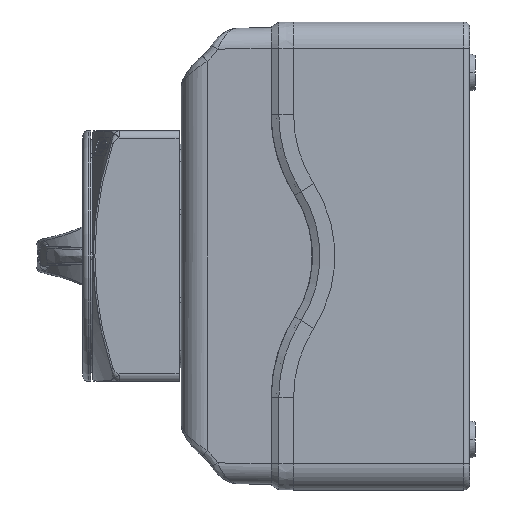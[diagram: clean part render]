
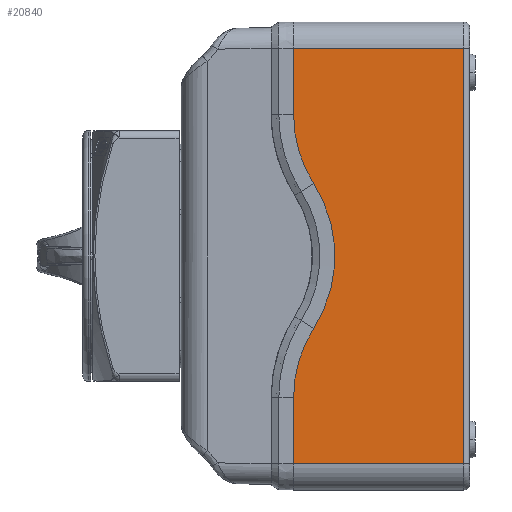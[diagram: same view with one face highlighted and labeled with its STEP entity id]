
A CAD part, left-side view. The second image highlights one B-rep face of the part: STEP entity #20840.
In plain terms, the highlighted planar face has unit normal (-1, 0, 0).
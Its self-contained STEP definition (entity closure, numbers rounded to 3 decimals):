
#1085=DIRECTION('',(0.,0.,-1.));
#1086=VECTOR('',#1085,17.83);
#1087=CARTESIAN_POINT('',(-55.,47.,55.5));
#1088=LINE('',#1087,#1086);
#1544=CARTESIAN_POINT('',(-55.,72.,0.));
#1545=DIRECTION('',(-1.,0.,0.));
#1546=DIRECTION('',(0.,-0.843,-0.538));
#1547=AXIS2_PLACEMENT_3D('',#1544,#1545,#1546);
#1549=CARTESIAN_POINT('',(-55.,13.,37.67));
#1550=DIRECTION('',(1.,0.,0.));
#1551=DIRECTION('',(0.,0.843,-0.538));
#1552=AXIS2_PLACEMENT_3D('',#1549,#1550,#1551);
#1554=DIRECTION('',(0.,0.,-1.));
#1555=VECTOR('',#1554,111.);
#1556=CARTESIAN_POINT('',(-55.,1.5,55.5));
#1557=LINE('',#1556,#1555);
#1558=CARTESIAN_POINT('',(-55.,13.,-37.67));
#1559=DIRECTION('',(1.,0.,0.));
#1560=DIRECTION('',(0.,1.,0.));
#1561=AXIS2_PLACEMENT_3D('',#1558,#1559,#1560);
#1613=DIRECTION('',(0.,0.,-1.));
#1614=VECTOR('',#1613,17.83);
#1615=CARTESIAN_POINT('',(-55.,47.,-37.67));
#1616=LINE('',#1615,#1614);
#2814=DIRECTION('',(0.,-1.,0.));
#2815=VECTOR('',#2814,45.5);
#2816=CARTESIAN_POINT('',(-55.,47.,-55.5));
#2817=LINE('',#2816,#2815);
#2842=DIRECTION('',(0.,1.,0.));
#2843=VECTOR('',#2842,45.5);
#2844=CARTESIAN_POINT('',(-55.,1.5,55.5));
#2845=LINE('',#2844,#2843);
#14577=CARTESIAN_POINT('',(-55.,1.5,55.5));
#14578=VERTEX_POINT('',#14577);
#14581=CARTESIAN_POINT('',(-55.,1.5,-55.5));
#14582=VERTEX_POINT('',#14581);
#14607=CARTESIAN_POINT('',(-55.,41.657,-19.373));
#14608=VERTEX_POINT('',#14607);
#14623=CARTESIAN_POINT('',(-55.,41.657,19.373));
#14624=VERTEX_POINT('',#14623);
#14625=CARTESIAN_POINT('',(-55.,47.,37.67));
#14626=VERTEX_POINT('',#14625);
#14627=CARTESIAN_POINT('',(-55.,47.,-37.67));
#14628=VERTEX_POINT('',#14627);
#14683=CARTESIAN_POINT('',(-55.,47.,-55.5));
#14684=VERTEX_POINT('',#14683);
#14707=CARTESIAN_POINT('',(-55.,47.,55.5));
#14708=VERTEX_POINT('',#14707);
#20819=CARTESIAN_POINT('',(-55.,24.25,0.));
#20820=DIRECTION('',(1.,0.,0.));
#20821=DIRECTION('',(0.,0.,1.));
#20822=AXIS2_PLACEMENT_3D('',#20819,#20820,#20821);
#20823=PLANE('',#20822);
#20825=ORIENTED_EDGE('',*,*,#20824,.T.);
#20826=ORIENTED_EDGE('',*,*,#20812,.T.);
#20827=ORIENTED_EDGE('',*,*,#20155,.F.);
#20829=ORIENTED_EDGE('',*,*,#20828,.F.);
#20831=ORIENTED_EDGE('',*,*,#20830,.T.);
#20833=ORIENTED_EDGE('',*,*,#20832,.F.);
#20835=ORIENTED_EDGE('',*,*,#20834,.F.);
#20837=ORIENTED_EDGE('',*,*,#20836,.T.);
#20838=EDGE_LOOP('',(#20825,#20826,#20827,#20829,#20831,#20833,#20835,#20837));
#20839=FACE_OUTER_BOUND('',#20838,.F.);
#1548=CIRCLE('',#1547,36.);
#1553=CIRCLE('',#1552,34.);
#1562=CIRCLE('',#1561,34.);
#20155=EDGE_CURVE('',#14708,#14626,#1088,.T.);
#20812=EDGE_CURVE('',#14624,#14626,#1553,.T.);
#20824=EDGE_CURVE('',#14608,#14624,#1548,.T.);
#20828=EDGE_CURVE('',#14578,#14708,#2845,.T.);
#20830=EDGE_CURVE('',#14578,#14582,#1557,.T.);
#20832=EDGE_CURVE('',#14684,#14582,#2817,.T.);
#20834=EDGE_CURVE('',#14628,#14684,#1616,.T.);
#20836=EDGE_CURVE('',#14628,#14608,#1562,.T.);
#20840=ADVANCED_FACE('',(#20839),#20823,.F.);
